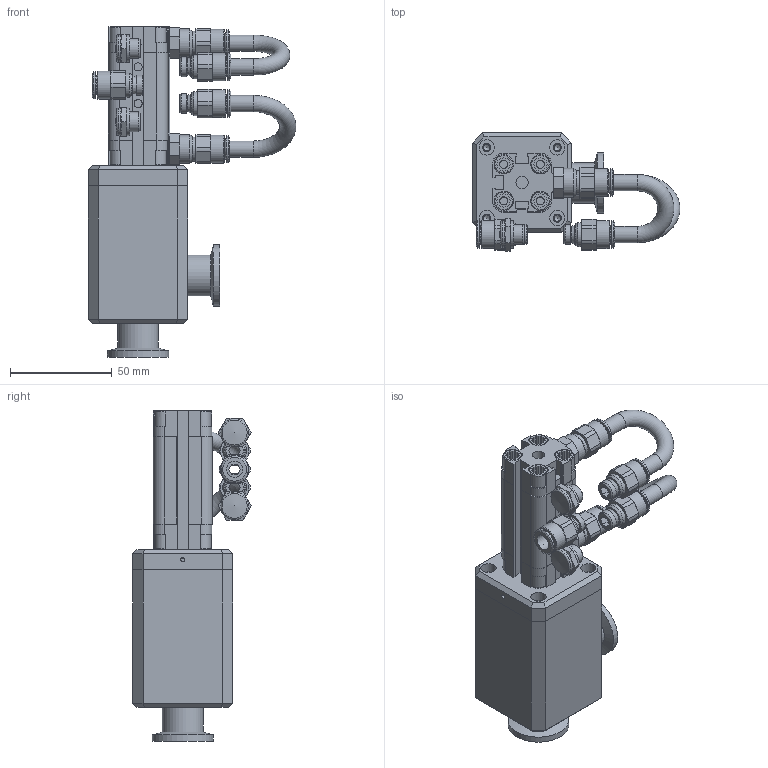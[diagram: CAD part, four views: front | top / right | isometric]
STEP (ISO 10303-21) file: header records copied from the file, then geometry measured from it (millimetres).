
FILE_DESCRIPTION(('STEP AP203'), '1');
FILE_NAME('ﾊﾂﾏ-10', '', ('UNSPECIFIED'), ('UNSPECIFIED'), 'C3D Converter', 'C3D Toolkit', '');
FILE_SCHEMA(('CONFIG_CONTROL_DESIGN'));
Length unit declared in the file: millimetre
Products named in the file (15): 31M2A016A030 (N00); _31M2A016A03000-cilindro; _31M2A016A03000-pistone; _U-20(16); _2901 1/8; _S6510 8-1/8
Assembly tree (37 placements, depth 3):
  (unnamed)
    (unnamed)
    (unnamed)
    (unnamed)  x3
    31M2A016A030 (N00)
      _31M2A016A03000-cilindro
      _31M2A016A03000-pistone
      _U-20(16)
    _2901 1/8  x2
    _S6510 8-1/8  x5
    (unnamed)  x2
    (unnamed)
    (unnamed)
    (unnamed)
    (unnamed)  x16
Bounding box: 101.97 x 58.09 x 162 mm (x, y, z)
Volume: 183677.8 mm3; surface area: 82328.4 mm2
Topology: 17 solids, 17 shells, 933 faces, 2266 edges, 1460 vertices
Faces by surface type: plane 546, cylinder 219, cone 142, torus 24, sphere 2
Full cylindrical faces by diameter (mm): 2 x1, 3.242 x4, 4 x18, 4.134 x2, 5 x4, 6 x5, 6.647 x1, 7 x9, 7.5 x8, 7.8 x8, 8 x17, 9.1 x5, 9.728 x7, 10 x4, 11.8 x5, 12.2 x2, 13.4 x5, 13.5 x4, 13.7 x5, 14 x2, 16 x3, 20 x2, 30 x2, 36 x1, 43 x1
Entity records: 26455 total; most frequent: CARTESIAN_POINT 5041, DIRECTION 3306, ORIENTED_EDGE 3076, EDGE_CURVE 1538, AXIS2_PLACEMENT_3D 1127, VERTEX_POINT 1088, LINE 1052, VECTOR 1052
